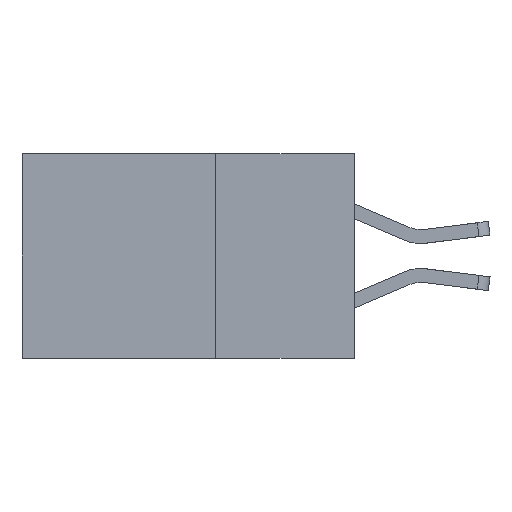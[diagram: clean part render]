
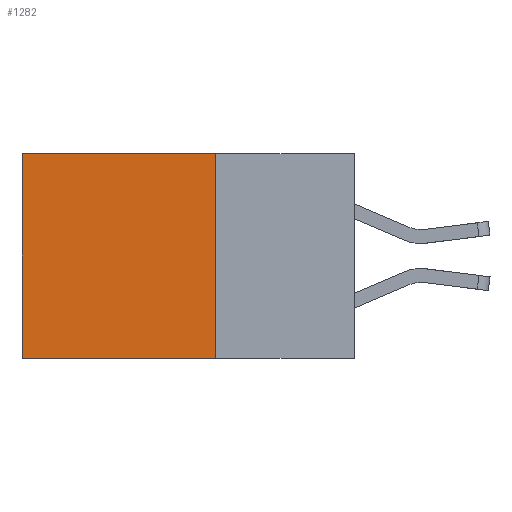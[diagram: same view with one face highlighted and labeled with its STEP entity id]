
A CAD part, left-side view. The second image highlights one B-rep face of the part: STEP entity #1282.
In plain terms, the highlighted planar face has unit normal (-1, 0, 0).
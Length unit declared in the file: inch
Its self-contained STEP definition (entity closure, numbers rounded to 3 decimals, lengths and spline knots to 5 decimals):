
#594 = LINE ( 'NONE', #4081, #5358 ) ;
#917 = DIRECTION ( 'NONE',  ( 0., 0., -1. ) ) ;
#1093 = FACE_OUTER_BOUND ( 'NONE', #3755, .T. ) ;
#1282 = ADVANCED_FACE ( 'NONE', ( #1093 ), #7927, .F. ) ;
#1534 = DIRECTION ( 'NONE',  ( 0., 1., 0. ) ) ;
#1570 = CARTESIAN_POINT ( 'NONE',  ( 0.298, 0.6, -0.37 ) ) ;
#1909 = DIRECTION ( 'NONE',  ( 1., 0., 0. ) ) ;
#2276 = ORIENTED_EDGE ( 'NONE', *, *, #3500, .F. ) ;
#3056 = ORIENTED_EDGE ( 'NONE', *, *, #7108, .T. ) ;
#3173 = LINE ( 'NONE', #3490, #6574 ) ;
#3384 = EDGE_CURVE ( 'NONE', #4255, #8651, #6999, .T. ) ;
#3490 = CARTESIAN_POINT ( 'NONE',  ( 0.298, 0.25, 0. ) ) ;
#3500 = EDGE_CURVE ( 'NONE', #4255, #4056, #3173, .T. ) ;
#3643 = CARTESIAN_POINT ( 'NONE',  ( 0.298, 0.25, 0. ) ) ;
#3714 = DIRECTION ( 'NONE',  ( 0., 1., 0. ) ) ;
#3755 = EDGE_LOOP ( 'NONE', ( #3056, #6737, #2276, #7904 ) ) ;
#4056 = VERTEX_POINT ( 'NONE', #7145 ) ;
#4081 = CARTESIAN_POINT ( 'NONE',  ( 0.298, 0.25, -0.37 ) ) ;
#4255 = VERTEX_POINT ( 'NONE', #7776 ) ;
#4324 = CARTESIAN_POINT ( 'NONE',  ( 0.298, 0.6, 0. ) ) ;
#5358 = VECTOR ( 'NONE', #1534, 39.37008 ) ;
#5661 = VECTOR ( 'NONE', #917, 39.37008 ) ;
#6191 = LINE ( 'NONE', #10150, #5661 ) ;
#6574 = VECTOR ( 'NONE', #10344, 39.37008 ) ;
#6737 = ORIENTED_EDGE ( 'NONE', *, *, #9486, .F. ) ;
#6999 = LINE ( 'NONE', #7856, #8046 ) ;
#7108 = EDGE_CURVE ( 'NONE', #8651, #7358, #6191, .T. ) ;
#7145 = CARTESIAN_POINT ( 'NONE',  ( 0.298, 0.25, -0.37 ) ) ;
#7358 = VERTEX_POINT ( 'NONE', #1570 ) ;
#7757 = AXIS2_PLACEMENT_3D ( 'NONE', #3643, #1909, #9547 ) ;
#7776 = CARTESIAN_POINT ( 'NONE',  ( 0.298, 0.25, 0. ) ) ;
#7856 = CARTESIAN_POINT ( 'NONE',  ( 0.298, 0.25, 0. ) ) ;
#7904 = ORIENTED_EDGE ( 'NONE', *, *, #3384, .T. ) ;
#7927 = PLANE ( 'NONE',  #7757 ) ;
#8046 = VECTOR ( 'NONE', #3714, 39.37008 ) ;
#8651 = VERTEX_POINT ( 'NONE', #4324 ) ;
#9486 = EDGE_CURVE ( 'NONE', #4056, #7358, #594, .T. ) ;
#9547 = DIRECTION ( 'NONE',  ( 0., 0., -1. ) ) ;
#10150 = CARTESIAN_POINT ( 'NONE',  ( 0.298, 0.6, 0. ) ) ;
#10344 = DIRECTION ( 'NONE',  ( 0., 0., -1. ) ) ;
